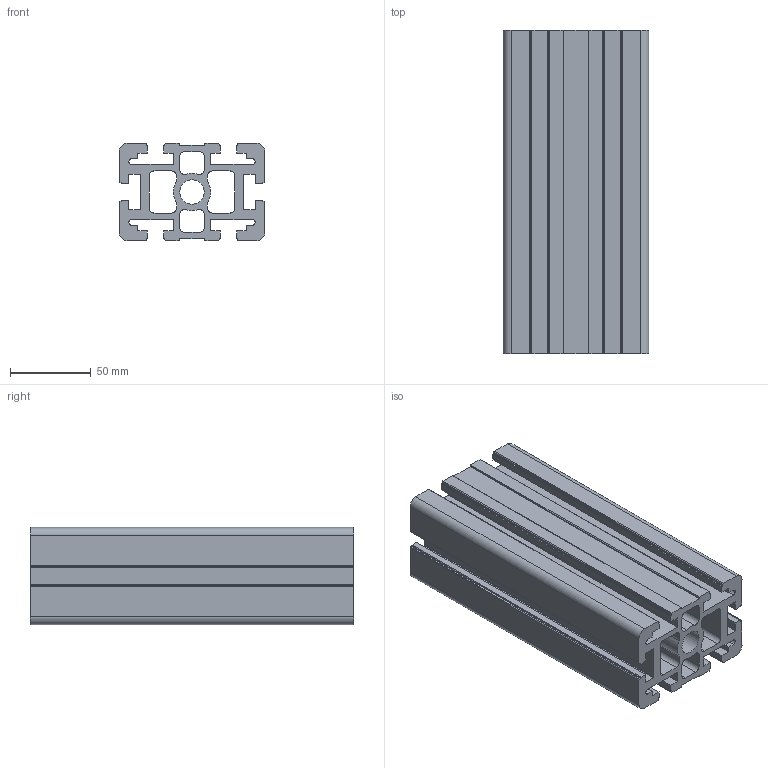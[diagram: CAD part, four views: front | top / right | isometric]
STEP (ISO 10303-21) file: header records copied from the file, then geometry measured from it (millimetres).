
FILE_DESCRIPTION(/* description */ ('Aluminiumprofil 60x90'),/* implementation_level */ '2;1');
FILE_NAME(/* name */ 'Syskomp 411990450 Aluminiumprofil 60x90.stp',/* time_stamp */ '2017-03-17T11:29:57+01:00',/* author */ ('wheldmann'),/* organization */ (''),/* preprocessor_version */ 'ST-DEVELOPER v16.1',/* originating_system */ 'Autodesk Inventor 2016',/* authorisation */ ' ');
FILE_SCHEMA (('AUTOMOTIVE_DESIGN { 1 0 10303 214 3 1 1 }'));
Length unit declared in the file: millimetre
Products named in the file (1): 411990450 Aluminiumprofil 60x90 - 200
Bounding box: 90 x 200 x 60 mm (x, y, z)
Volume: 512827.7 mm3; surface area: 194238.2 mm2
Topology: 1 solids, 1 shells, 167 faces, 495 edges, 330 vertices
Faces by surface type: plane 106, cylinder 61
Full cylindrical faces by diameter (mm): 15 x1
Entity records: 5630 total; most frequent: CARTESIAN_POINT 992, ORIENTED_EDGE 988, DIRECTION 952, EDGE_CURVE 494, LINE 372, VECTOR 372, VERTEX_POINT 330, AXIS2_PLACEMENT_3D 290
